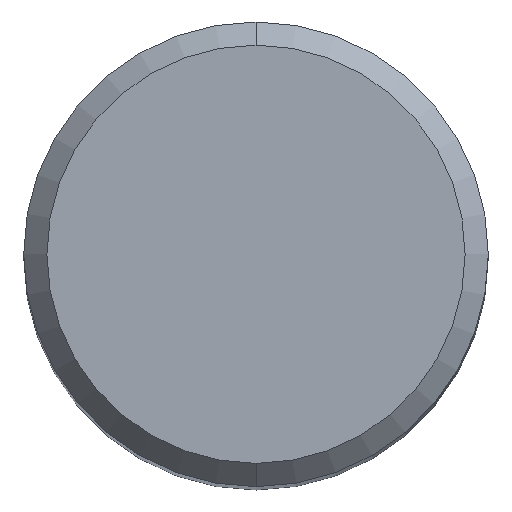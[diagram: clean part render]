
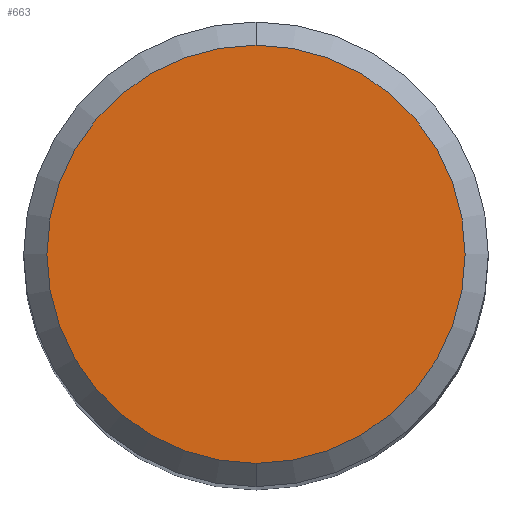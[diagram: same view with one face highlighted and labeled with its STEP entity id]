
A CAD part, top view. The second image highlights one B-rep face of the part: STEP entity #663.
In plain terms, the highlighted planar face has unit normal (0, 0, 1).
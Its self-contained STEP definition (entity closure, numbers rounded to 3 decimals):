
#347=EDGE_CURVE('',#915,#421,#983,.T.);
#411=EDGE_CURVE('',#421,#915,#1051,.T.);
#421=VERTEX_POINT('',#1062);
#663=ADVANCED_FACE('',(#1331),#1332,.T.);
#915=VERTEX_POINT('',#1604);
#983=CIRCLE('',#1675,5.4);
#1051=CIRCLE('',#2086,5.4);
#1062=CARTESIAN_POINT('',(0.,-5.4,0.0));
#1331=FACE_OUTER_BOUND('',#6115,.T.);
#1332=PLANE('',#6116);
#1604=CARTESIAN_POINT('',(0.0,5.4,0.0));
#1675=AXIS2_PLACEMENT_3D('',#9553,#9554,#9555);
#2086=AXIS2_PLACEMENT_3D('',#9607,#9608,#9609);
#6115=EDGE_LOOP('',(#9938,#9939));
#6116=AXIS2_PLACEMENT_3D('',#9940,#9941,#9942);
#9553=CARTESIAN_POINT('',(0.0,0.0,0.0));
#9554=DIRECTION('',(0.0,0.0,-1.0));
#9555=DIRECTION('',(0.0,1.0,0.0));
#9607=CARTESIAN_POINT('',(0.0,0.0,0.0));
#9608=DIRECTION('',(0.0,0.0,-1.0));
#9609=DIRECTION('',(0.0,1.0,0.0));
#9938=ORIENTED_EDGE('',*,*,#347,.F.);
#9939=ORIENTED_EDGE('',*,*,#411,.F.);
#9940=CARTESIAN_POINT('',(0.0,2.7,0.0));
#9941=DIRECTION('',(-0.0,0.0,1.0));
#9942=DIRECTION('',(0.0,-1.0,0.0));
